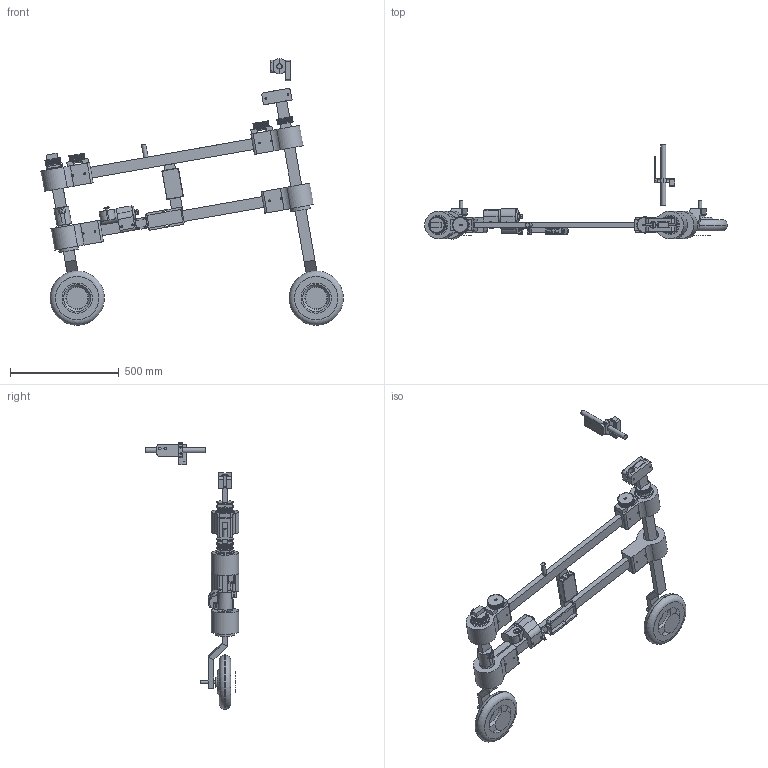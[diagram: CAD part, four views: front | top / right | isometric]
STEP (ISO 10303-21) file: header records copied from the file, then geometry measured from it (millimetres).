
FILE_DESCRIPTION(/* description */ (''),/* implementation_level */ '2;1');
FILE_NAME(/* name */ '415c7d1b-5f8a-4b55-aadf-e9473e0ad777.stp',/* time_stamp */ '2022-09-01T15:54:42Z',/* author */ (''),/* organization */ (''),/* preprocessor_version */ 'ST-DEVELOPER v19',/* originating_system */ 'Autodesk Translation Framework v11.7.0.108',/* authorisation */ '');
FILE_SCHEMA (('AUTOMOTIVE_DESIGN { 1 0 10303 214 3 1 1 }'));
Products named in the file (7): twoSteering; WiperServo v2; frame; back; front; Electronics v10 v1 v1; ArduinoUNO
Assembly tree (6 placements, depth 3):
  twoSteering
    WiperServo v2
    frame
    back
    front
    Electronics v10 v1 v1
      ArduinoUNO
Bounding box: 1393.03 x 431.38 x 1226.87 mm (x, y, z)
Volume: 18420542.4 mm3; surface area: 1994183 mm2
Topology: 44 solids, 44 shells, 1606 faces, 4382 edges, 2902 vertices
Faces by surface type: plane 1314, cylinder 237, cone 22, bspline 22, torus 11
Full cylindrical faces by diameter (mm): 2.8 x19, 3.8 x6, 4 x2, 4.5 x10, 5.4 x2, 6 x2, 7 x7, 7.5 x2, 8 x25, 9.6 x2, 10 x2, 12 x2, 15 x1, 16 x4, 20 x1, 21.897 x1, 23 x1, 30 x1, 45 x2, 59.7 x1, 60 x3, 62 x2, 64 x1, 65 x2, 72 x7, 75 x8, 78 x3, 78.4 x3, 88 x3, 88.5 x4
Entity records: 50978 total; most frequent: CARTESIAN_POINT 10839, ORIENTED_EDGE 8764, DIRECTION 7696, EDGE_CURVE 4382, LINE 3050, VECTOR 3050, VERTEX_POINT 2902, AXIS2_PLACEMENT_3D 2323
